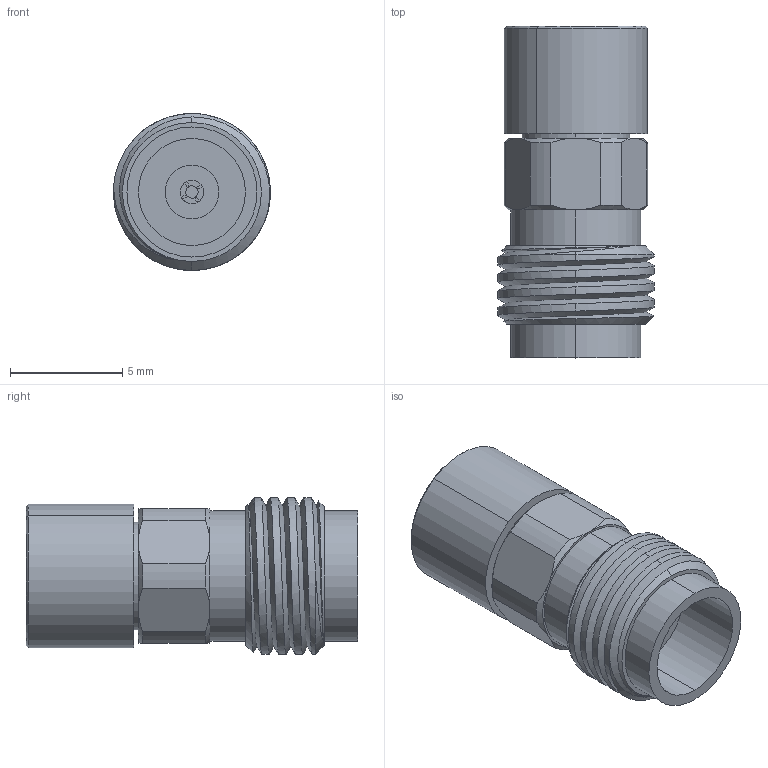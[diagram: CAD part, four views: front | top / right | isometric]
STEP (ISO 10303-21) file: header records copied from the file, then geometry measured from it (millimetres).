
FILE_DESCRIPTION (( 'STEP AP214' ), '1' );
FILE_NAME ('CM-2F-33-2, Defeatured.STEP', '2025-09-05T19:02:09', ( '' ), ( '' ), 'SwSTEP 2.0', 'SolidWorks 2021', '' );
FILE_SCHEMA (( 'AUTOMOTIVE_DESIGN' ));
Length unit declared in the file: inch
Products named in the file (1): CM-2F-33-2, Defeatured
Bounding box: 6.99 x 14.8 x 7 mm (x, y, z)
Volume: 393 mm3; surface area: 518.9 mm2
Topology: 2 solids, 2 shells, 85 faces, 206 edges, 132 vertices
Faces by surface type: plane 33, cylinder 31, cone 19, bspline 2
Entity records: 4565 total; most frequent: CARTESIAN_POINT 1475, ORIENTED_EDGE 412, DIRECTION 407, EDGE_CURVE 206, AXIS2_PLACEMENT_3D 166, VERTEX_POINT 132, EDGE_LOOP 92, DIMENSIONAL_EXPONENTS 88
